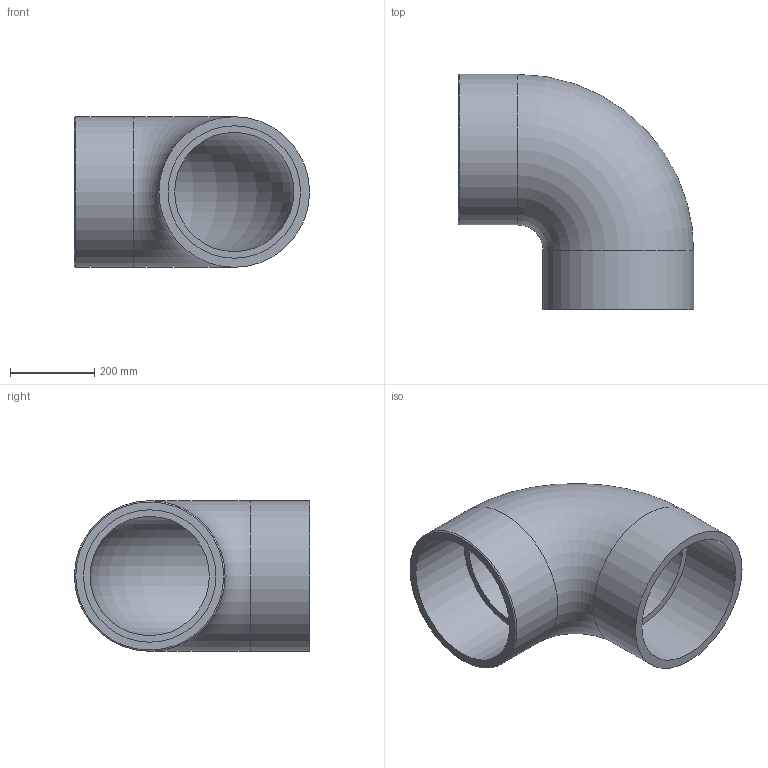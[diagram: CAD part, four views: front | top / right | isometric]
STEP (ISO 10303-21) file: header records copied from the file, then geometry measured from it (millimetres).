
FILE_DESCRIPTION(/* description */ ('PLASSON 90° ELBOW-CEMENT PVC 315'),/* implementation_level */ '2;1');
FILE_NAME(/* name */ '(_AS)050500315.ipt.stp',/* time_stamp */ '2017-12-07T15:55:32+02:00',/* author */ ('KIM'),/* organization */ (''),/* preprocessor_version */ 'ST-DEVELOPER v15.6',/* originating_system */ 'Autodesk Inventor 2015',/* authorisation */ '');
FILE_SCHEMA (('AUTOMOTIVE_DESIGN { 1 0 10303 214 3 1 1 }'));
Length unit declared in the file: millimetre
Products named in the file (1): (_AS)050500315
Bounding box: 559 x 559 x 358 mm (x, y, z)
Volume: 19307853 mm3; surface area: 1438556.8 mm2
Topology: 1 solids, 1 shells, 11 faces, 21 edges, 14 vertices
Faces by surface type: cylinder 4, plane 4, torus 3
Full cylindrical faces by diameter (mm): 315 x2, 358 x2
Entity records: 252 total; most frequent: DIRECTION 46, CARTESIAN_POINT 34, AXIS2_PLACEMENT_3D 23, EDGE_LOOP 22, ORIENTED_EDGE 22, FACE_BOUND 11, FACE_OUTER_BOUND 11, CIRCLE 11
